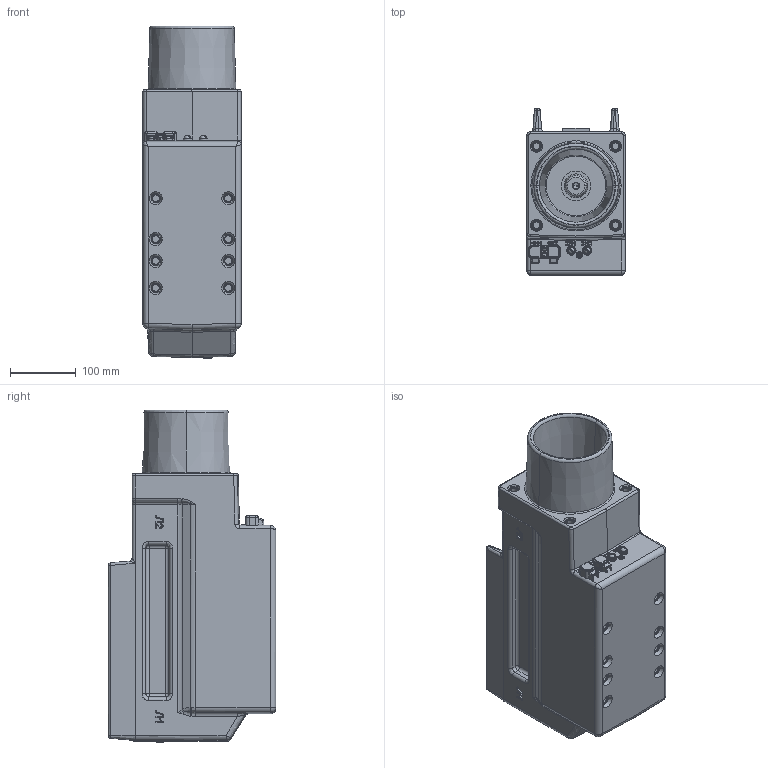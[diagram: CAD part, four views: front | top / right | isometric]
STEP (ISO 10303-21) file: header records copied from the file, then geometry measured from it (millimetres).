
FILE_DESCRIPTION (( 'STEP AP203' ), '1' );
FILE_NAME ('ﾒﾋ-10ﾌ.STEP', '2013-03-25T04:24:40', ( '' ), ( '' ), 'SwSTEP 2.0', 'SolidWorks 2010', '' );
FILE_SCHEMA (( 'CONFIG_CONTROL_DESIGN' ));
Length unit declared in the file: millimetre
Products named in the file (1): ﾒﾋ-10ﾌ
Bounding box: 149 x 254 x 503.75 mm (x, y, z)
Volume: 11584125.3 mm3; surface area: 574564.8 mm2
Topology: 42 solids, 42 shells, 2015 faces, 4814 edges, 3010 vertices
Faces by surface type: plane 973, cylinder 518, cone 233, bspline 205, sphere 54, torus 32
Entity records: 62935 total; most frequent: CARTESIAN_POINT 17331, ORIENTED_EDGE 9544, DIRECTION 9236, EDGE_CURVE 4772, AXIS2_PLACEMENT_3D 3225, VERTEX_POINT 3010, VECTOR 2786, LINE 2786
